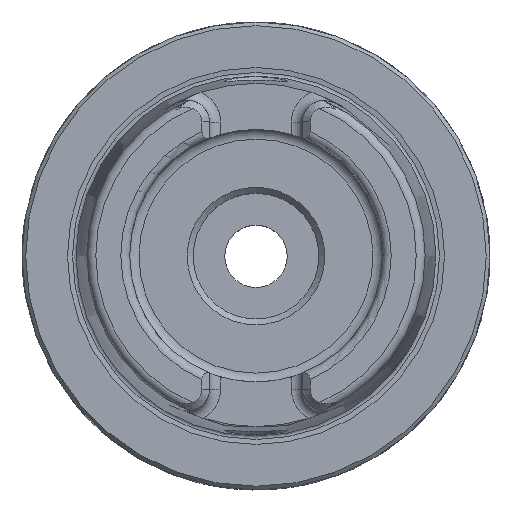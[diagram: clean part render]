
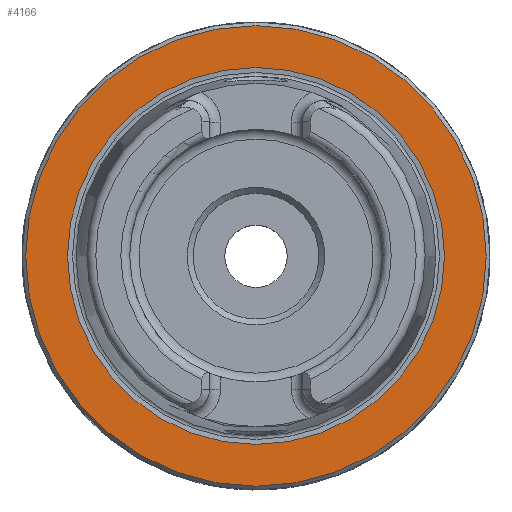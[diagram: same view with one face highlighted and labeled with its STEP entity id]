
A CAD part, top view. The second image highlights one B-rep face of the part: STEP entity #4166.
In plain terms, the highlighted planar face has unit normal (0, 0, 1).
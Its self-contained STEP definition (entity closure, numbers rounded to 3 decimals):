
#836=ORIENTED_EDGE('',*,*,#1420,.T.);
#837=ORIENTED_EDGE('',*,*,#1418,.F.);
#1418=EDGE_CURVE('',#1710,#1710,#1881,.T.);
#1420=EDGE_CURVE('',#1712,#1712,#1883,.T.);
#1710=VERTEX_POINT('',#6475);
#1712=VERTEX_POINT('',#6480);
#1881=CIRCLE('',#4449,25.373);
#1883=CIRCLE('',#4452,31.);
#2089=EDGE_LOOP('',(#836));
#2090=EDGE_LOOP('',(#837));
#2406=FACE_BOUND('',#2089,.T.);
#2407=FACE_BOUND('',#2090,.T.);
#2656=PLANE('',#4451);
#4166=ADVANCED_FACE('',(#2406,#2407),#2656,.T.);
#4449=AXIS2_PLACEMENT_3D('',#6474,#5082,#5083);
#4451=AXIS2_PLACEMENT_3D('',#6478,#5086,#5087);
#4452=AXIS2_PLACEMENT_3D('',#6479,#5088,#5089);
#5082=DIRECTION('',(0.,0.,1.));
#5083=DIRECTION('',(1.,0.,0.));
#5086=DIRECTION('',(0.,0.,1.));
#5087=DIRECTION('',(1.,0.,0.));
#5088=DIRECTION('',(0.,0.,1.));
#5089=DIRECTION('',(1.,0.,0.));
#6474=CARTESIAN_POINT('',(0.,0.,0.));
#6475=CARTESIAN_POINT('',(25.373,0.,0.));
#6478=CARTESIAN_POINT('',(31.,0.,0.));
#6479=CARTESIAN_POINT('',(0.,0.,0.));
#6480=CARTESIAN_POINT('',(31.,0.,0.));
